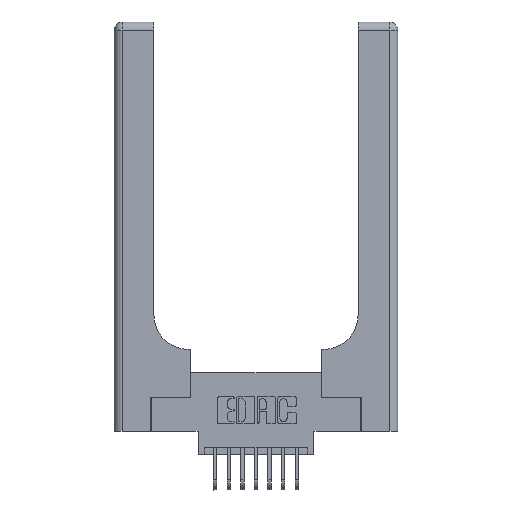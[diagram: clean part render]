
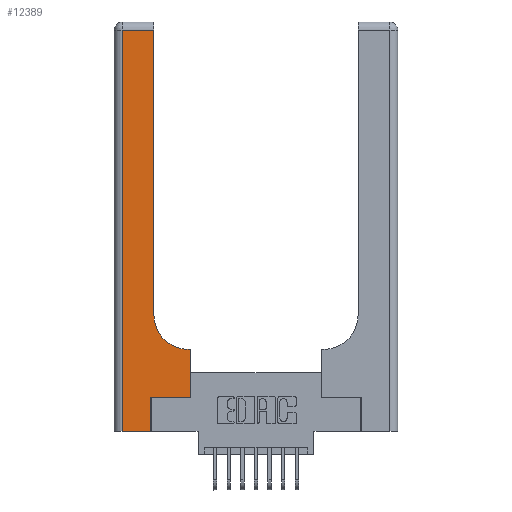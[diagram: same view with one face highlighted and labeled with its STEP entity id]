
A CAD part, top view. The second image highlights one B-rep face of the part: STEP entity #12389.
In plain terms, the highlighted planar face has unit normal (0, 0, 1).
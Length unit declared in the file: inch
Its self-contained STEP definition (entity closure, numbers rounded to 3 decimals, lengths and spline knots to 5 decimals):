
#1101 = VERTEX_POINT ( 'NONE', #5110 ) ;
#1117 = ORIENTED_EDGE ( 'NONE', *, *, #1662, .T. ) ;
#1285 = EDGE_CURVE ( 'NONE', #7879, #8961, #11997, .T. ) ;
#1385 = VERTEX_POINT ( 'NONE', #11655 ) ;
#1575 = LINE ( 'NONE', #6787, #1769 ) ;
#1662 = EDGE_CURVE ( 'NONE', #8961, #1101, #7975, .T. ) ;
#1769 = VECTOR ( 'NONE', #14311, 39.37008 ) ;
#2477 = ORIENTED_EDGE ( 'NONE', *, *, #12963, .T. ) ;
#2542 = CIRCLE ( 'NONE', #9467, 0.25 ) ;
#2758 = ORIENTED_EDGE ( 'NONE', *, *, #3288, .T. ) ;
#2997 = VECTOR ( 'NONE', #9651, 39.37008 ) ;
#2998 = CARTESIAN_POINT ( 'NONE',  ( 0.06, 2.94, 0.37 ) ) ;
#3182 = LINE ( 'NONE', #8473, #2997 ) ;
#3288 = EDGE_CURVE ( 'NONE', #3851, #7879, #5090, .T. ) ;
#3289 = VERTEX_POINT ( 'NONE', #13626 ) ;
#3526 = CARTESIAN_POINT ( 'NONE',  ( 0.269, 0.25, 0.37 ) ) ;
#3682 = ORIENTED_EDGE ( 'NONE', *, *, #7128, .T. ) ;
#3851 = VERTEX_POINT ( 'NONE', #14004 ) ;
#3870 = CARTESIAN_POINT ( 'NONE',  ( 0.5415, 0.6, 0.37 ) ) ;
#3871 = EDGE_CURVE ( 'NONE', #12375, #3289, #2542, .T. ) ;
#4113 = CARTESIAN_POINT ( 'NONE',  ( 0.5585, 0.25, 0.37 ) ) ;
#4722 = EDGE_CURVE ( 'NONE', #1101, #10299, #3182, .T. ) ;
#4867 = VECTOR ( 'NONE', #7085, 39.37008 ) ;
#4921 = LINE ( 'NONE', #13571, #4867 ) ;
#5090 = LINE ( 'NONE', #8319, #5141 ) ;
#5110 = CARTESIAN_POINT ( 'NONE',  ( 0.269, 0., 0.37 ) ) ;
#5141 = VECTOR ( 'NONE', #15364, 39.37008 ) ;
#5147 = CARTESIAN_POINT ( 'NONE',  ( 0., 0., 0.37 ) ) ;
#5401 = PLANE ( 'NONE',  #14738 ) ;
#5574 = DIRECTION ( 'NONE',  ( 0., -1., 0. ) ) ;
#5963 = ORIENTED_EDGE ( 'NONE', *, *, #11354, .T. ) ;
#6107 = EDGE_LOOP ( 'NONE', ( #13631, #2758, #13314, #1117, #10931, #2477, #3682, #5963, #6130 ) ) ;
#6130 = ORIENTED_EDGE ( 'NONE', *, *, #3871, .T. ) ;
#6443 = DIRECTION ( 'NONE',  ( -1., 0., 0. ) ) ;
#6759 = CARTESIAN_POINT ( 'NONE',  ( 0., 3., 0.37 ) ) ;
#6787 = CARTESIAN_POINT ( 'NONE',  ( 0.5585, 0.25, 0.37 ) ) ;
#6809 = DIRECTION ( 'NONE',  ( -1., 0., 0. ) ) ;
#7024 = VECTOR ( 'NONE', #5574, 39.37008 ) ;
#7085 = DIRECTION ( 'NONE',  ( 0., 1., 0. ) ) ;
#7128 = EDGE_CURVE ( 'NONE', #7183, #1385, #1575, .T. ) ;
#7183 = VERTEX_POINT ( 'NONE', #4113 ) ;
#7199 = VECTOR ( 'NONE', #6443, 39.37008 ) ;
#7233 = LINE ( 'NONE', #13077, #7199 ) ;
#7717 = VECTOR ( 'NONE', #13269, 39.37008 ) ;
#7729 = DIRECTION ( 'NONE',  ( 0., 0., -1. ) ) ;
#7879 = VERTEX_POINT ( 'NONE', #2998 ) ;
#7975 = LINE ( 'NONE', #5147, #7717 ) ;
#7982 = CARTESIAN_POINT ( 'NONE',  ( 0.269, 0.25, 0.37 ) ) ;
#8140 = CARTESIAN_POINT ( 'NONE',  ( 0.06, 3., 0.37 ) ) ;
#8319 = CARTESIAN_POINT ( 'NONE',  ( 0., 2.94, 0.37 ) ) ;
#8473 = CARTESIAN_POINT ( 'NONE',  ( 0.269, 0., 0.37 ) ) ;
#8507 = EDGE_CURVE ( 'NONE', #3289, #3851, #4921, .T. ) ;
#8961 = VERTEX_POINT ( 'NONE', #14874 ) ;
#9467 = AXIS2_PLACEMENT_3D ( 'NONE', #14080, #7729, #14974 ) ;
#9651 = DIRECTION ( 'NONE',  ( 0., 1., 0. ) ) ;
#10299 = VERTEX_POINT ( 'NONE', #3526 ) ;
#10931 = ORIENTED_EDGE ( 'NONE', *, *, #4722, .T. ) ;
#11354 = EDGE_CURVE ( 'NONE', #1385, #12375, #7233, .T. ) ;
#11655 = CARTESIAN_POINT ( 'NONE',  ( 0.5585, 0.6, 0.37 ) ) ;
#11790 = VECTOR ( 'NONE', #15133, 39.37008 ) ;
#11997 = LINE ( 'NONE', #8140, #7024 ) ;
#12375 = VERTEX_POINT ( 'NONE', #3870 ) ;
#12389 = ADVANCED_FACE ( 'NONE', ( #14202 ), #5401, .F. ) ;
#12963 = EDGE_CURVE ( 'NONE', #10299, #7183, #15088, .T. ) ;
#13077 = CARTESIAN_POINT ( 'NONE',  ( 0.2915, 0.6, 0.37 ) ) ;
#13269 = DIRECTION ( 'NONE',  ( 1., 0., 0. ) ) ;
#13314 = ORIENTED_EDGE ( 'NONE', *, *, #1285, .T. ) ;
#13385 = DIRECTION ( 'NONE',  ( 0., 0., -1. ) ) ;
#13571 = CARTESIAN_POINT ( 'NONE',  ( 0.2915, 3., 0.37 ) ) ;
#13626 = CARTESIAN_POINT ( 'NONE',  ( 0.2915, 0.85, 0.37 ) ) ;
#13631 = ORIENTED_EDGE ( 'NONE', *, *, #8507, .T. ) ;
#14004 = CARTESIAN_POINT ( 'NONE',  ( 0.2915, 2.94, 0.37 ) ) ;
#14080 = CARTESIAN_POINT ( 'NONE',  ( 0.5415, 0.85, 0.37 ) ) ;
#14202 = FACE_OUTER_BOUND ( 'NONE', #6107, .T. ) ;
#14311 = DIRECTION ( 'NONE',  ( 0., 1., 0. ) ) ;
#14738 = AXIS2_PLACEMENT_3D ( 'NONE', #6759, #13385, #6809 ) ;
#14874 = CARTESIAN_POINT ( 'NONE',  ( 0.06, 0., 0.37 ) ) ;
#14974 = DIRECTION ( 'NONE',  ( 1., 0., 0. ) ) ;
#15088 = LINE ( 'NONE', #7982, #11790 ) ;
#15133 = DIRECTION ( 'NONE',  ( 1., 0., 0. ) ) ;
#15364 = DIRECTION ( 'NONE',  ( -1., 0., 0. ) ) ;
